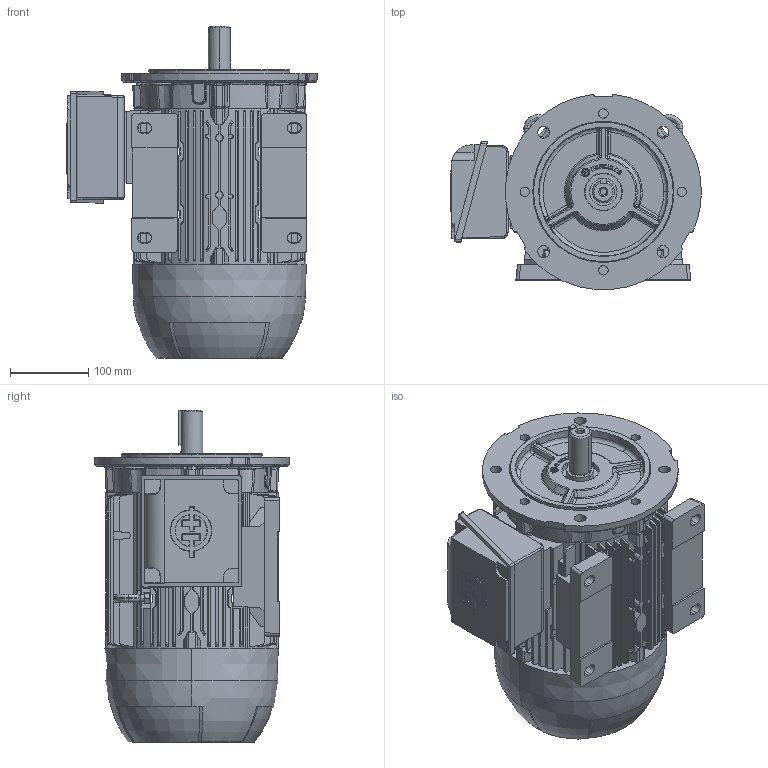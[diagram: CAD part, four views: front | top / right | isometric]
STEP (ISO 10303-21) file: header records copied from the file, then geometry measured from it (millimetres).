
FILE_DESCRIPTION (( 'STEP AP203' ), '1' );
FILE_NAME ('112L_CP_FF_RIGHT.STEP', '2022-06-29T11:16:31', ( '' ), ( '' ), 'SwSTEP 2.0', 'SolidWorks 2020', '' );
FILE_SCHEMA (( 'CONFIG_CONTROL_DESIGN' ));
Length unit declared in the file: millimetre
Products named in the file (1): 112L_CP_FF_RIGHT
Bounding box: 319.61 x 248.63 x 423.2 mm (x, y, z)
Surface area: 789566.5 mm2 (no closed solid volume)
Topology: 0 solids, 24 shells, 1864 faces, 5816 edges, 3907 vertices
Faces by surface type: plane 931, cylinder 396, cone 225, bspline 207, torus 102, sphere 3
Entity records: 73749 total; most frequent: CARTESIAN_POINT 27079, ORIENTED_EDGE 10198, DIRECTION 8432, EDGE_CURVE 5773, VERTEX_POINT 3907, VECTOR 3004, LINE 3004, AXIS2_PLACEMENT_3D 2714
